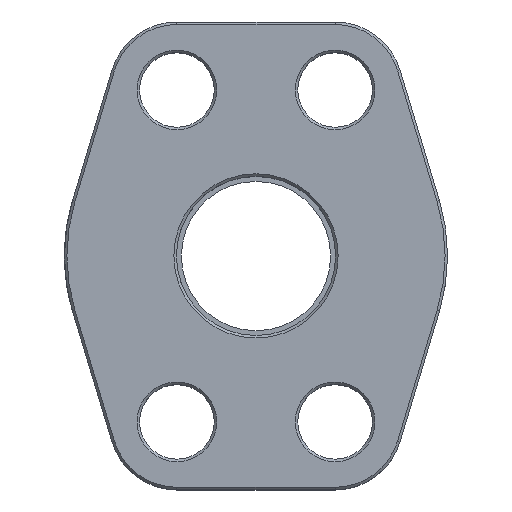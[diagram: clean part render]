
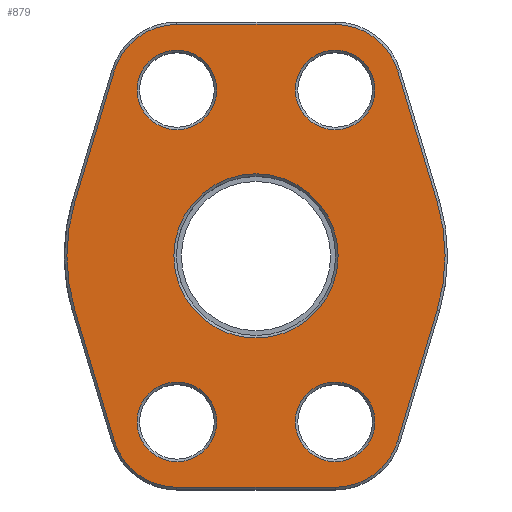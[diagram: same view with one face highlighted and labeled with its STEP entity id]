
A CAD part, top view. The second image highlights one B-rep face of the part: STEP entity #879.
In plain terms, the highlighted planar face has unit normal (0, 0, 1).
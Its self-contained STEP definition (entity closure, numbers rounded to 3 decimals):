
#141=PLANE('',#1152);
#266=EDGE_LOOP('',(#508));
#267=EDGE_LOOP('',(#509));
#268=EDGE_LOOP('',(#510));
#269=EDGE_LOOP('',(#511));
#270=EDGE_LOOP('',(#512));
#271=EDGE_LOOP('',(#513,#514,#515,#516,#517,#518,#519,#520,#521,#522,#523,
#524));
#346=CIRCLE('',#1141,16.5);
#347=CIRCLE('',#1142,8.);
#348=CIRCLE('',#1143,8.);
#349=CIRCLE('',#1144,8.);
#350=CIRCLE('',#1145,8.);
#351=CIRCLE('',#1146,13.15);
#352=CIRCLE('',#1147,38.);
#353=CIRCLE('',#1148,13.15);
#354=CIRCLE('',#1149,13.15);
#355=CIRCLE('',#1150,38.);
#356=CIRCLE('',#1151,13.15);
#508=ORIENTED_EDGE('',*,*,#678,.T.);
#509=ORIENTED_EDGE('',*,*,#679,.T.);
#510=ORIENTED_EDGE('',*,*,#680,.T.);
#511=ORIENTED_EDGE('',*,*,#681,.T.);
#512=ORIENTED_EDGE('',*,*,#682,.T.);
#513=ORIENTED_EDGE('',*,*,#683,.T.);
#514=ORIENTED_EDGE('',*,*,#684,.T.);
#515=ORIENTED_EDGE('',*,*,#685,.T.);
#516=ORIENTED_EDGE('',*,*,#686,.T.);
#517=ORIENTED_EDGE('',*,*,#687,.T.);
#518=ORIENTED_EDGE('',*,*,#688,.T.);
#519=ORIENTED_EDGE('',*,*,#689,.T.);
#520=ORIENTED_EDGE('',*,*,#690,.T.);
#521=ORIENTED_EDGE('',*,*,#691,.T.);
#522=ORIENTED_EDGE('',*,*,#692,.T.);
#523=ORIENTED_EDGE('',*,*,#693,.T.);
#524=ORIENTED_EDGE('',*,*,#694,.T.);
#678=EDGE_CURVE('',#1036,#1036,#346,.T.);
#679=EDGE_CURVE('',#1037,#1037,#347,.T.);
#680=EDGE_CURVE('',#1038,#1038,#348,.T.);
#681=EDGE_CURVE('',#1039,#1039,#349,.T.);
#682=EDGE_CURVE('',#1040,#1040,#350,.T.);
#683=EDGE_CURVE('',#1041,#1042,#755,.T.);
#684=EDGE_CURVE('',#1042,#1043,#351,.T.);
#685=EDGE_CURVE('',#1043,#1044,#756,.T.);
#686=EDGE_CURVE('',#1044,#1045,#352,.T.);
#687=EDGE_CURVE('',#1045,#1046,#757,.T.);
#688=EDGE_CURVE('',#1046,#1047,#353,.T.);
#689=EDGE_CURVE('',#1047,#1048,#758,.T.);
#690=EDGE_CURVE('',#1048,#1049,#354,.T.);
#691=EDGE_CURVE('',#1049,#1050,#759,.T.);
#692=EDGE_CURVE('',#1050,#1051,#355,.T.);
#693=EDGE_CURVE('',#1051,#1052,#760,.T.);
#694=EDGE_CURVE('',#1052,#1041,#356,.T.);
#755=LINE('',#1698,#815);
#756=LINE('',#1703,#816);
#757=LINE('',#1707,#817);
#758=LINE('',#1711,#818);
#759=LINE('',#1715,#819);
#760=LINE('',#1719,#820);
#815=VECTOR('',#1398,1.);
#816=VECTOR('',#1401,1.);
#817=VECTOR('',#1404,1.);
#818=VECTOR('',#1407,1.);
#819=VECTOR('',#1410,1.);
#820=VECTOR('',#1413,1.);
#879=ADVANCED_FACE('',(#947,#948,#949,#950,#951,#952),#141,.T.);
#947=FACE_BOUND('',#266,.T.);
#948=FACE_BOUND('',#267,.T.);
#949=FACE_BOUND('',#268,.T.);
#950=FACE_BOUND('',#269,.T.);
#951=FACE_BOUND('',#270,.T.);
#952=FACE_BOUND('',#271,.T.);
#1036=VERTEX_POINT('',#1689);
#1037=VERTEX_POINT('',#1691);
#1038=VERTEX_POINT('',#1693);
#1039=VERTEX_POINT('',#1695);
#1040=VERTEX_POINT('',#1697);
#1041=VERTEX_POINT('',#1699);
#1042=VERTEX_POINT('',#1700);
#1043=VERTEX_POINT('',#1702);
#1044=VERTEX_POINT('',#1704);
#1045=VERTEX_POINT('',#1706);
#1046=VERTEX_POINT('',#1708);
#1047=VERTEX_POINT('',#1710);
#1048=VERTEX_POINT('',#1712);
#1049=VERTEX_POINT('',#1714);
#1050=VERTEX_POINT('',#1716);
#1051=VERTEX_POINT('',#1718);
#1052=VERTEX_POINT('',#1720);
#1141=AXIS2_PLACEMENT_3D('',#1688,#1388,#1389);
#1142=AXIS2_PLACEMENT_3D('',#1690,#1390,#1391);
#1143=AXIS2_PLACEMENT_3D('',#1692,#1392,#1393);
#1144=AXIS2_PLACEMENT_3D('',#1694,#1394,#1395);
#1145=AXIS2_PLACEMENT_3D('',#1696,#1396,#1397);
#1146=AXIS2_PLACEMENT_3D('',#1701,#1399,#1400);
#1147=AXIS2_PLACEMENT_3D('',#1705,#1402,#1403);
#1148=AXIS2_PLACEMENT_3D('',#1709,#1405,#1406);
#1149=AXIS2_PLACEMENT_3D('',#1713,#1408,#1409);
#1150=AXIS2_PLACEMENT_3D('',#1717,#1411,#1412);
#1151=AXIS2_PLACEMENT_3D('',#1721,#1414,#1415);
#1152=AXIS2_PLACEMENT_3D('',#1722,#1416,#1417);
#1388=DIRECTION('',(0.,0.,-1.));
#1389=DIRECTION('',(0.,-1.,0.));
#1390=DIRECTION('',(0.,0.,-1.));
#1391=DIRECTION('',(0.,-1.,0.));
#1392=DIRECTION('',(0.,0.,-1.));
#1393=DIRECTION('',(0.,-1.,0.));
#1394=DIRECTION('',(0.,0.,-1.));
#1395=DIRECTION('',(0.,-1.,0.));
#1396=DIRECTION('',(0.,0.,-1.));
#1397=DIRECTION('',(0.,-1.,0.));
#1398=DIRECTION('',(-1.,0.,0.));
#1399=DIRECTION('',(0.,0.,1.));
#1400=DIRECTION('',(0.,-1.,0.));
#1401=DIRECTION('',(-0.289,-0.957,0.));
#1402=DIRECTION('',(0.,0.,1.));
#1403=DIRECTION('',(0.,-1.,0.));
#1404=DIRECTION('',(0.289,-0.957,0.));
#1405=DIRECTION('',(0.,0.,1.));
#1406=DIRECTION('',(0.,-1.,0.));
#1407=DIRECTION('',(1.,0.,0.));
#1408=DIRECTION('',(0.,0.,1.));
#1409=DIRECTION('',(0.,-1.,0.));
#1410=DIRECTION('',(0.289,0.957,0.));
#1411=DIRECTION('',(0.,0.,1.));
#1412=DIRECTION('',(0.,-1.,0.));
#1413=DIRECTION('',(-0.289,0.957,0.));
#1414=DIRECTION('',(0.,0.,1.));
#1415=DIRECTION('',(0.,-1.,0.));
#1416=DIRECTION('',(0.,0.,1.));
#1417=DIRECTION('',(0.,-1.,0.));
#1688=CARTESIAN_POINT('',(0.,0.,26.));
#1689=CARTESIAN_POINT('',(0.,-16.5,26.));
#1690=CARTESIAN_POINT('',(-15.9,-33.35,26.));
#1691=CARTESIAN_POINT('',(-15.9,-41.35,26.));
#1692=CARTESIAN_POINT('',(15.9,-33.35,26.));
#1693=CARTESIAN_POINT('',(15.9,-41.35,26.));
#1694=CARTESIAN_POINT('',(15.9,33.35,26.));
#1695=CARTESIAN_POINT('',(15.9,25.35,26.));
#1696=CARTESIAN_POINT('',(-15.9,33.35,26.));
#1697=CARTESIAN_POINT('',(-15.9,25.35,26.));
#1698=CARTESIAN_POINT('',(-15.9,46.5,26.));
#1699=CARTESIAN_POINT('',(15.9,46.5,26.));
#1700=CARTESIAN_POINT('',(-15.9,46.5,26.));
#1701=CARTESIAN_POINT('',(-15.9,33.35,26.));
#1702=CARTESIAN_POINT('',(-28.49,37.146,26.));
#1703=CARTESIAN_POINT('',(-36.382,10.969,26.));
#1704=CARTESIAN_POINT('',(-36.382,10.969,26.));
#1705=CARTESIAN_POINT('',(0.,0.,26.));
#1706=CARTESIAN_POINT('',(-36.382,-10.969,26.));
#1707=CARTESIAN_POINT('',(-28.49,-37.146,26.));
#1708=CARTESIAN_POINT('',(-28.49,-37.146,26.));
#1709=CARTESIAN_POINT('',(-15.9,-33.35,26.));
#1710=CARTESIAN_POINT('',(-15.9,-46.5,26.));
#1711=CARTESIAN_POINT('',(15.9,-46.5,26.));
#1712=CARTESIAN_POINT('',(15.9,-46.5,26.));
#1713=CARTESIAN_POINT('',(15.9,-33.35,26.));
#1714=CARTESIAN_POINT('',(28.49,-37.146,26.));
#1715=CARTESIAN_POINT('',(36.382,-10.969,26.));
#1716=CARTESIAN_POINT('',(36.382,-10.969,26.));
#1717=CARTESIAN_POINT('',(0.,0.,26.));
#1718=CARTESIAN_POINT('',(36.382,10.969,26.));
#1719=CARTESIAN_POINT('',(28.49,37.146,26.));
#1720=CARTESIAN_POINT('',(28.49,37.146,26.));
#1721=CARTESIAN_POINT('',(15.9,33.35,26.));
#1722=CARTESIAN_POINT('',(42.35,-50.,26.));
